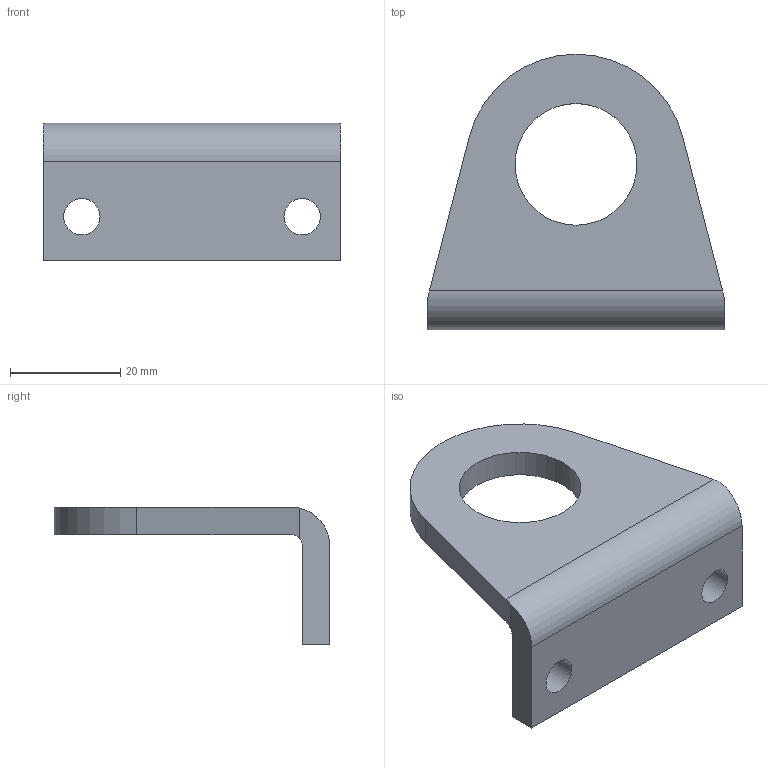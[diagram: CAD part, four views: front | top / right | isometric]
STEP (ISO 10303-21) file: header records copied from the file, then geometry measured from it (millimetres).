
FILE_DESCRIPTION(/* description */ ('STEP AP214'),/* implementation_level */ '2;1');
FILE_NAME(/* name */ '6064_HBN-20_25X1-A',/* time_stamp */ '2024-08-29T01:50:32+02:00',/* author */ ('License CC BY-ND 4.0'),/* organization */ ('CADENAS'),/* preprocessor_version */ 'ST-DEVELOPER v19.3',/* originating_system */ 'PARTsolutions',/* authorisation */ ' ');
FILE_SCHEMA (('AUTOMOTIVE_DESIGN {1 0 10303 214 3 1 1}'));
Length unit declared in the file: millimetre
Products named in the file (2): 6064 HBN-20/25x1-A---(0); 6064 HBN-20/25x1-A---(1)
Assembly tree (1 placements, depth 2):
  6064 HBN-20/25x1-A---(0)
    6064 HBN-20/25x1-A---(1)
Bounding box: 54 x 50 x 25 mm (x, y, z)
Volume: 13093.8 mm3; surface area: 6866 mm2
Topology: 1 solids, 1 shells, 15 faces, 42 edges, 29 vertices
Faces by surface type: plane 9, cylinder 6
Full cylindrical faces by diameter (mm): 6.6 x2, 22.1 x1
Entity records: 515 total; most frequent: DIRECTION 86, CARTESIAN_POINT 79, ORIENTED_EDGE 72, EDGE_CURVE 36, AXIS2_PLACEMENT_3D 33, VERTEX_POINT 26, EDGE_LOOP 24, FACE_BOUND 24
